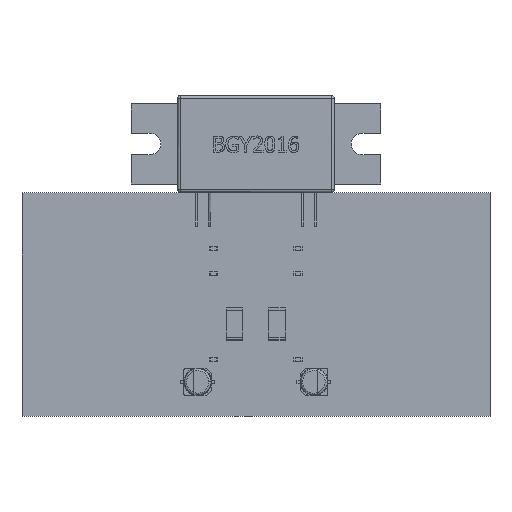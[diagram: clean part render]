
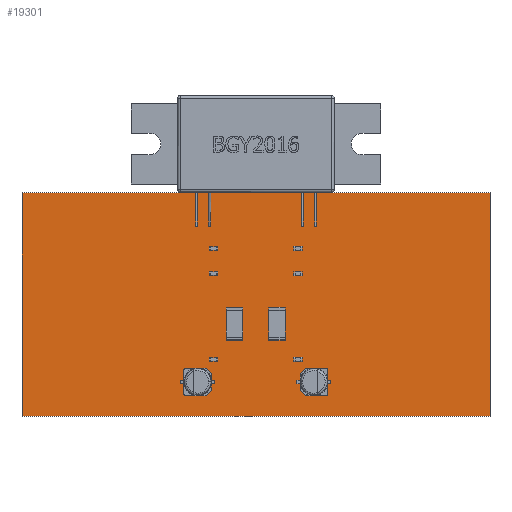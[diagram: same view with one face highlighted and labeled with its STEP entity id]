
A CAD part, top view. The second image highlights one B-rep face of the part: STEP entity #19301.
In plain terms, the highlighted planar face has unit normal (0, 0, 1).
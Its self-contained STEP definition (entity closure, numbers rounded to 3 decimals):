
#18987 = VERTEX_POINT('',#18988);
#18988 = CARTESIAN_POINT('',(190.,-127.,1.6));
#18995 = PLANE('',#18996);
#18996 = AXIS2_PLACEMENT_3D('',#18997,#18998,#18999);
#18997 = CARTESIAN_POINT('',(190.,-127.,0.));
#18998 = DIRECTION('',(1.,0.,0.));
#18999 = DIRECTION('',(0.,-1.,0.));
#19007 = PLANE('',#19008);
#19008 = AXIS2_PLACEMENT_3D('',#19009,#19010,#19011);
#19009 = CARTESIAN_POINT('',(100.,-127.,0.));
#19010 = DIRECTION('',(0.,1.,0.));
#19011 = DIRECTION('',(1.,0.,0.));
#19019 = EDGE_CURVE('',#18987,#19020,#19022,.T.);
#19020 = VERTEX_POINT('',#19021);
#19021 = CARTESIAN_POINT('',(190.,-170.,1.6));
#19022 = SURFACE_CURVE('',#19023,(#19027,#19034),.PCURVE_S1.);
#19023 = LINE('',#19024,#19025);
#19024 = CARTESIAN_POINT('',(190.,-127.,1.6));
#19025 = VECTOR('',#19026,1.);
#19026 = DIRECTION('',(0.,-1.,0.));
#19027 = PCURVE('',#18995,#19028);
#19028 = DEFINITIONAL_REPRESENTATION('',(#19029),#19033);
#19029 = LINE('',#19030,#19031);
#19030 = CARTESIAN_POINT('',(0.,-1.6));
#19031 = VECTOR('',#19032,1.);
#19032 = DIRECTION('',(1.,0.));
#19033 = ( GEOMETRIC_REPRESENTATION_CONTEXT(2) 
PARAMETRIC_REPRESENTATION_CONTEXT() REPRESENTATION_CONTEXT('2D SPACE',''
  ) );
#19034 = PCURVE('',#19035,#19040);
#19035 = PLANE('',#19036);
#19036 = AXIS2_PLACEMENT_3D('',#19037,#19038,#19039);
#19037 = CARTESIAN_POINT('',(145.,-148.5,1.6));
#19038 = DIRECTION('',(0.,0.,-1.));
#19039 = DIRECTION('',(-1.,0.,0.));
#19040 = DEFINITIONAL_REPRESENTATION('',(#19041),#19045);
#19041 = LINE('',#19042,#19043);
#19042 = CARTESIAN_POINT('',(-45.,21.5));
#19043 = VECTOR('',#19044,1.);
#19044 = DIRECTION('',(0.,-1.));
#19045 = ( GEOMETRIC_REPRESENTATION_CONTEXT(2) 
PARAMETRIC_REPRESENTATION_CONTEXT() REPRESENTATION_CONTEXT('2D SPACE',''
  ) );
#19063 = PLANE('',#19064);
#19064 = AXIS2_PLACEMENT_3D('',#19065,#19066,#19067);
#19065 = CARTESIAN_POINT('',(190.,-170.,0.));
#19066 = DIRECTION('',(0.,-1.,0.));
#19067 = DIRECTION('',(-1.,0.,0.));
#19105 = EDGE_CURVE('',#19020,#19106,#19108,.T.);
#19106 = VERTEX_POINT('',#19107);
#19107 = CARTESIAN_POINT('',(100.,-170.,1.6));
#19108 = SURFACE_CURVE('',#19109,(#19113,#19120),.PCURVE_S1.);
#19109 = LINE('',#19110,#19111);
#19110 = CARTESIAN_POINT('',(190.,-170.,1.6));
#19111 = VECTOR('',#19112,1.);
#19112 = DIRECTION('',(-1.,0.,0.));
#19113 = PCURVE('',#19063,#19114);
#19114 = DEFINITIONAL_REPRESENTATION('',(#19115),#19119);
#19115 = LINE('',#19116,#19117);
#19116 = CARTESIAN_POINT('',(0.,-1.6));
#19117 = VECTOR('',#19118,1.);
#19118 = DIRECTION('',(1.,0.));
#19119 = ( GEOMETRIC_REPRESENTATION_CONTEXT(2) 
PARAMETRIC_REPRESENTATION_CONTEXT() REPRESENTATION_CONTEXT('2D SPACE',''
  ) );
#19120 = PCURVE('',#19035,#19121);
#19121 = DEFINITIONAL_REPRESENTATION('',(#19122),#19126);
#19122 = LINE('',#19123,#19124);
#19123 = CARTESIAN_POINT('',(-45.,-21.5));
#19124 = VECTOR('',#19125,1.);
#19125 = DIRECTION('',(1.,0.));
#19126 = ( GEOMETRIC_REPRESENTATION_CONTEXT(2) 
PARAMETRIC_REPRESENTATION_CONTEXT() REPRESENTATION_CONTEXT('2D SPACE',''
  ) );
#19144 = PLANE('',#19145);
#19145 = AXIS2_PLACEMENT_3D('',#19146,#19147,#19148);
#19146 = CARTESIAN_POINT('',(100.,-170.,0.));
#19147 = DIRECTION('',(-1.,0.,0.));
#19148 = DIRECTION('',(0.,1.,0.));
#19181 = EDGE_CURVE('',#19106,#19182,#19184,.T.);
#19182 = VERTEX_POINT('',#19183);
#19183 = CARTESIAN_POINT('',(100.,-127.,1.6));
#19184 = SURFACE_CURVE('',#19185,(#19189,#19196),.PCURVE_S1.);
#19185 = LINE('',#19186,#19187);
#19186 = CARTESIAN_POINT('',(100.,-170.,1.6));
#19187 = VECTOR('',#19188,1.);
#19188 = DIRECTION('',(0.,1.,0.));
#19189 = PCURVE('',#19144,#19190);
#19190 = DEFINITIONAL_REPRESENTATION('',(#19191),#19195);
#19191 = LINE('',#19192,#19193);
#19192 = CARTESIAN_POINT('',(0.,-1.6));
#19193 = VECTOR('',#19194,1.);
#19194 = DIRECTION('',(1.,0.));
#19195 = ( GEOMETRIC_REPRESENTATION_CONTEXT(2) 
PARAMETRIC_REPRESENTATION_CONTEXT() REPRESENTATION_CONTEXT('2D SPACE',''
  ) );
#19196 = PCURVE('',#19035,#19197);
#19197 = DEFINITIONAL_REPRESENTATION('',(#19198),#19202);
#19198 = LINE('',#19199,#19200);
#19199 = CARTESIAN_POINT('',(45.,-21.5));
#19200 = VECTOR('',#19201,1.);
#19201 = DIRECTION('',(0.,1.));
#19202 = ( GEOMETRIC_REPRESENTATION_CONTEXT(2) 
PARAMETRIC_REPRESENTATION_CONTEXT() REPRESENTATION_CONTEXT('2D SPACE',''
  ) );
#19252 = EDGE_CURVE('',#19182,#18987,#19253,.T.);
#19253 = SURFACE_CURVE('',#19254,(#19258,#19265),.PCURVE_S1.);
#19254 = LINE('',#19255,#19256);
#19255 = CARTESIAN_POINT('',(100.,-127.,1.6));
#19256 = VECTOR('',#19257,1.);
#19257 = DIRECTION('',(1.,0.,0.));
#19258 = PCURVE('',#19007,#19259);
#19259 = DEFINITIONAL_REPRESENTATION('',(#19260),#19264);
#19260 = LINE('',#19261,#19262);
#19261 = CARTESIAN_POINT('',(0.,-1.6));
#19262 = VECTOR('',#19263,1.);
#19263 = DIRECTION('',(1.,0.));
#19264 = ( GEOMETRIC_REPRESENTATION_CONTEXT(2) 
PARAMETRIC_REPRESENTATION_CONTEXT() REPRESENTATION_CONTEXT('2D SPACE',''
  ) );
#19265 = PCURVE('',#19035,#19266);
#19266 = DEFINITIONAL_REPRESENTATION('',(#19267),#19271);
#19267 = LINE('',#19268,#19269);
#19268 = CARTESIAN_POINT('',(45.,21.5));
#19269 = VECTOR('',#19270,1.);
#19270 = DIRECTION('',(-1.,0.));
#19271 = ( GEOMETRIC_REPRESENTATION_CONTEXT(2) 
PARAMETRIC_REPRESENTATION_CONTEXT() REPRESENTATION_CONTEXT('2D SPACE',''
  ) );
#19301 = ADVANCED_FACE('',(#19302),#19035,.F.);
#19302 = FACE_BOUND('',#19303,.F.);
#19303 = EDGE_LOOP('',(#19304,#19305,#19306,#19307));
#19304 = ORIENTED_EDGE('',*,*,#19019,.T.);
#19305 = ORIENTED_EDGE('',*,*,#19105,.T.);
#19306 = ORIENTED_EDGE('',*,*,#19181,.T.);
#19307 = ORIENTED_EDGE('',*,*,#19252,.T.);
